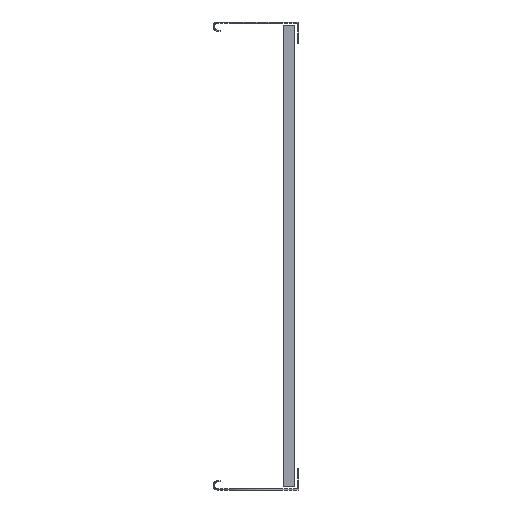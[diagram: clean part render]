
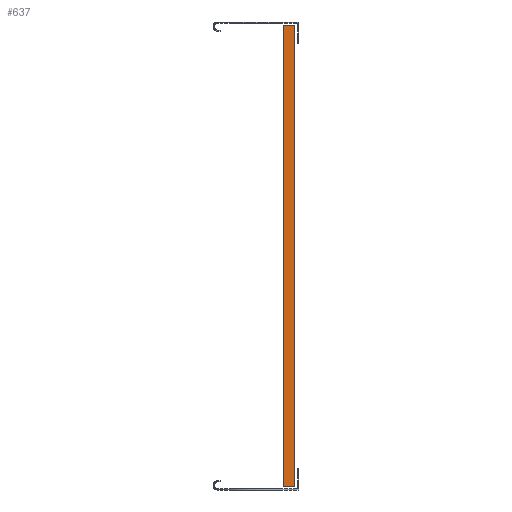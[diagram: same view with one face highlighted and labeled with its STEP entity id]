
A CAD part, left-side view. The second image highlights one B-rep face of the part: STEP entity #637.
In plain terms, the highlighted planar face has unit normal (-1, 0, 0).
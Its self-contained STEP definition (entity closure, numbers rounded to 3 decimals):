
#126 = EDGE_CURVE ( 'NONE', #1051, #6193, #4915, .T. ) ;
#128 = FACE_OUTER_BOUND ( 'NONE', #3285, .T. ) ;
#334 = CARTESIAN_POINT ( 'NONE',  ( -15., 12., -296. ) ) ;
#440 = CARTESIAN_POINT ( 'NONE',  ( -15., 15., -296. ) ) ;
#535 = DIRECTION ( 'NONE',  ( 1., 0., 0. ) ) ;
#583 = ORIENTED_EDGE ( 'NONE', *, *, #2850, .F. ) ;
#633 = DIRECTION ( 'NONE',  ( 0., -1., 0. ) ) ;
#637 = ADVANCED_FACE ( 'NONE', ( #128 ), #4698, .F. ) ;
#656 = ORIENTED_EDGE ( 'NONE', *, *, #6345, .F. ) ;
#785 = ORIENTED_EDGE ( 'NONE', *, *, #1518, .T. ) ;
#796 = VERTEX_POINT ( 'NONE', #2641 ) ;
#855 = ORIENTED_EDGE ( 'NONE', *, *, #4914, .F. ) ;
#1036 = VECTOR ( 'NONE', #6657, 1000. ) ;
#1051 = VERTEX_POINT ( 'NONE', #6160 ) ;
#1076 = CARTESIAN_POINT ( 'NONE',  ( -15., 0., 296. ) ) ;
#1119 = LINE ( 'NONE', #5550, #1036 ) ;
#1204 = DIRECTION ( 'NONE',  ( 0., 1., 0. ) ) ;
#1293 = CARTESIAN_POINT ( 'NONE',  ( -15., 3., 296. ) ) ;
#1391 = ORIENTED_EDGE ( 'NONE', *, *, #5025, .T. ) ;
#1518 = EDGE_CURVE ( 'NONE', #2187, #6625, #2680, .T. ) ;
#2081 = CARTESIAN_POINT ( 'NONE',  ( -15., 15., 296. ) ) ;
#2187 = VERTEX_POINT ( 'NONE', #3541 ) ;
#2252 = VERTEX_POINT ( 'NONE', #334 ) ;
#2514 = VECTOR ( 'NONE', #5591, 1000. ) ;
#2528 = DIRECTION ( 'NONE',  ( 0., 0., 1. ) ) ;
#2641 = CARTESIAN_POINT ( 'NONE',  ( -15., 3., -296. ) ) ;
#2680 = LINE ( 'NONE', #5066, #2514 ) ;
#2850 = EDGE_CURVE ( 'NONE', #2252, #6713, #4242, .T. ) ;
#2982 = DIRECTION ( 'NONE',  ( 0., 0., 1. ) ) ;
#3087 = LINE ( 'NONE', #4847, #3638 ) ;
#3124 = CARTESIAN_POINT ( 'NONE',  ( -15., 15., -296. ) ) ;
#3207 = VECTOR ( 'NONE', #633, 1000. ) ;
#3285 = EDGE_LOOP ( 'NONE', ( #785, #4169, #3409, #583, #656, #1391, #5064, #855 ) ) ;
#3311 = DIRECTION ( 'NONE',  ( 0., 0., -1. ) ) ;
#3409 = ORIENTED_EDGE ( 'NONE', *, *, #4161, .F. ) ;
#3422 = EDGE_CURVE ( 'NONE', #6625, #5225, #1119, .T. ) ;
#3436 = LINE ( 'NONE', #6460, #3207 ) ;
#3541 = CARTESIAN_POINT ( 'NONE',  ( -15., 3., 296. ) ) ;
#3638 = VECTOR ( 'NONE', #1204, 1000. ) ;
#4052 = CARTESIAN_POINT ( 'NONE',  ( -15., 12., 296. ) ) ;
#4097 = VECTOR ( 'NONE', #6472, 1000. ) ;
#4161 = EDGE_CURVE ( 'NONE', #6713, #5225, #4470, .T. ) ;
#4169 = ORIENTED_EDGE ( 'NONE', *, *, #3422, .T. ) ;
#4242 = LINE ( 'NONE', #5137, #4097 ) ;
#4378 = VECTOR ( 'NONE', #2982, 1000. ) ;
#4432 = VECTOR ( 'NONE', #2528, 1000. ) ;
#4470 = LINE ( 'NONE', #3124, #4378 ) ;
#4698 = PLANE ( 'NONE',  #5248 ) ;
#4847 = CARTESIAN_POINT ( 'NONE',  ( -15., 3., -296. ) ) ;
#4892 = LINE ( 'NONE', #1293, #4980 ) ;
#4914 = EDGE_CURVE ( 'NONE', #2187, #6193, #4892, .T. ) ;
#4915 = LINE ( 'NONE', #6003, #4432 ) ;
#4970 = DIRECTION ( 'NONE',  ( 0., -1., 0. ) ) ;
#4980 = VECTOR ( 'NONE', #4970, 1000. ) ;
#5025 = EDGE_CURVE ( 'NONE', #796, #1051, #3436, .T. ) ;
#5064 = ORIENTED_EDGE ( 'NONE', *, *, #126, .T. ) ;
#5066 = CARTESIAN_POINT ( 'NONE',  ( -15., 3., 296. ) ) ;
#5137 = CARTESIAN_POINT ( 'NONE',  ( -15., 3., -296. ) ) ;
#5225 = VERTEX_POINT ( 'NONE', #2081 ) ;
#5248 = AXIS2_PLACEMENT_3D ( 'NONE', #6631, #535, #3311 ) ;
#5550 = CARTESIAN_POINT ( 'NONE',  ( -15., 15., 296. ) ) ;
#5591 = DIRECTION ( 'NONE',  ( 0., 1., 0. ) ) ;
#6003 = CARTESIAN_POINT ( 'NONE',  ( -15., 0., -296. ) ) ;
#6160 = CARTESIAN_POINT ( 'NONE',  ( -15., 0., -296. ) ) ;
#6193 = VERTEX_POINT ( 'NONE', #1076 ) ;
#6345 = EDGE_CURVE ( 'NONE', #796, #2252, #3087, .T. ) ;
#6460 = CARTESIAN_POINT ( 'NONE',  ( -15., 0., -296. ) ) ;
#6472 = DIRECTION ( 'NONE',  ( 0., 1., 0. ) ) ;
#6625 = VERTEX_POINT ( 'NONE', #4052 ) ;
#6631 = CARTESIAN_POINT ( 'NONE',  ( -15., 3., -296. ) ) ;
#6657 = DIRECTION ( 'NONE',  ( 0., 1., 0. ) ) ;
#6713 = VERTEX_POINT ( 'NONE', #440 ) ;
